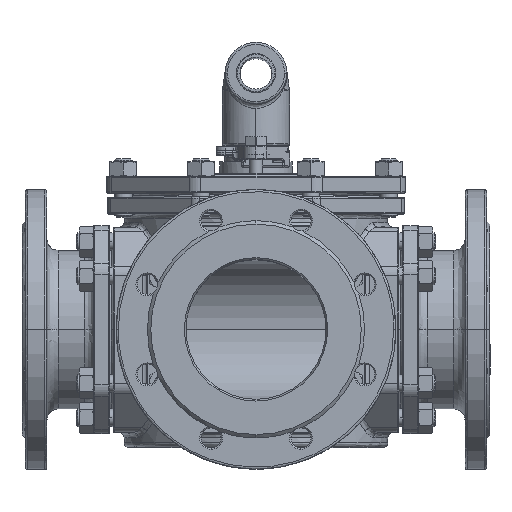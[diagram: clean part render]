
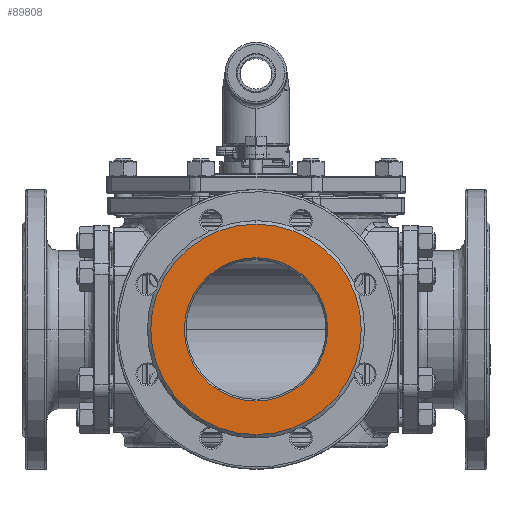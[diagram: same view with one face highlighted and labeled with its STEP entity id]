
A CAD part, top view. The second image highlights one B-rep face of the part: STEP entity #89808.
In plain terms, the highlighted planar face has unit normal (0, 0, 1).
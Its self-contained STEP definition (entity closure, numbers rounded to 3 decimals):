
#11204 = ORIENTED_EDGE ( 'NONE', *, *, #36695, .T. ) ;
#11206 = ORIENTED_EDGE ( 'NONE', *, *, #31313, .T. ) ;
#11209 = ORIENTED_EDGE ( 'NONE', *, *, #31435, .T. ) ;
#11211 = ORIENTED_EDGE ( 'NONE', *, *, #35719, .T. ) ;
#12326 = CARTESIAN_POINT ( 'NONE',  ( 0., 64., 209. ) ) ;
#21571 = CARTESIAN_POINT ( 'NONE',  ( 0., 64., 209. ) ) ;
#21577 = PLANE ( 'NONE',  #69479 ) ;
#21580 = DIRECTION ( 'NONE',  ( 0., 0., 1. ) ) ;
#21582 = DIRECTION ( 'NONE',  ( 1., 0., 0. ) ) ;
#27261 = AXIS2_PLACEMENT_3D ( 'NONE', #55226, #55228, #55230 ) ;
#27722 = AXIS2_PLACEMENT_3D ( 'NONE', #33904, #33905, #33906 ) ;
#27897 = AXIS2_PLACEMENT_3D ( 'NONE', #105067, #105068, #105069 ) ;
#27932 = AXIS2_PLACEMENT_3D ( 'NONE', #104788, #104789, #104790 ) ;
#30069 = VERTEX_POINT ( 'NONE', #76288 ) ;
#31313 = EDGE_CURVE ( 'NONE', #58591, #58624, #48019, .T. ) ;
#31435 = EDGE_CURVE ( 'NONE', #78710, #30069, #48079, .T. ) ;
#33243 = EDGE_LOOP ( 'NONE', ( #11206, #11204 ) ) ;
#33246 = EDGE_LOOP ( 'NONE', ( #11211, #11209 ) ) ;
#33904 = CARTESIAN_POINT ( 'NONE',  ( 0., 0., 209. ) ) ;
#33905 = DIRECTION ( 'NONE',  ( 0., 0., -1. ) ) ;
#33906 = DIRECTION ( 'NONE',  ( 0., -1., 0. ) ) ;
#35719 = EDGE_CURVE ( 'NONE', #30069, #78710, #62058, .T. ) ;
#36695 = EDGE_CURVE ( 'NONE', #58624, #58591, #63278, .T. ) ;
#48019 = CIRCLE ( 'NONE', #27932, 94. ) ;
#48079 = CIRCLE ( 'NONE', #27897, 64. ) ;
#55226 = CARTESIAN_POINT ( 'NONE',  ( 0., 0., 209. ) ) ;
#55228 = DIRECTION ( 'NONE',  ( 0., 0., 1. ) ) ;
#55230 = DIRECTION ( 'NONE',  ( 0., 1., 0. ) ) ;
#58591 = VERTEX_POINT ( 'NONE', #114713 ) ;
#58624 = VERTEX_POINT ( 'NONE', #114721 ) ;
#62058 = CIRCLE ( 'NONE', #27722, 64. ) ;
#63278 = CIRCLE ( 'NONE', #27261, 94. ) ;
#69479 = AXIS2_PLACEMENT_3D ( 'NONE', #21571, #21580, #21582 ) ;
#71957 = FACE_BOUND ( 'NONE', #33246, .T. ) ;
#71963 = FACE_OUTER_BOUND ( 'NONE', #33243, .T. ) ;
#76288 = CARTESIAN_POINT ( 'NONE',  ( 0., -64., 209. ) ) ;
#78710 = VERTEX_POINT ( 'NONE', #12326 ) ;
#89808 = ADVANCED_FACE ( 'NONE', ( #71957, #71963 ), #21577, .T. ) ;
#104788 = CARTESIAN_POINT ( 'NONE',  ( 0., 0., 209. ) ) ;
#104789 = DIRECTION ( 'NONE',  ( 0., 0., 1. ) ) ;
#104790 = DIRECTION ( 'NONE',  ( 0., 1., 0. ) ) ;
#105067 = CARTESIAN_POINT ( 'NONE',  ( 0., 0., 209. ) ) ;
#105068 = DIRECTION ( 'NONE',  ( 0., 0., -1. ) ) ;
#105069 = DIRECTION ( 'NONE',  ( 0., -1., 0. ) ) ;
#114713 = CARTESIAN_POINT ( 'NONE',  ( 0., 94., 209. ) ) ;
#114721 = CARTESIAN_POINT ( 'NONE',  ( 0., -94., 209. ) ) ;
